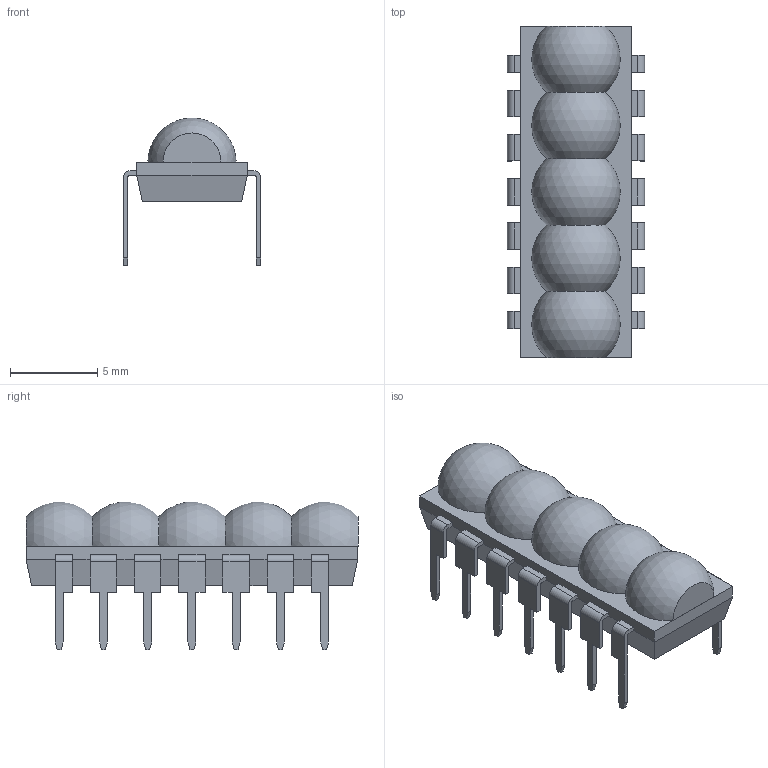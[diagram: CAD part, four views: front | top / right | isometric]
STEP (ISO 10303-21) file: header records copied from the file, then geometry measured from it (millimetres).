
FILE_DESCRIPTION(/* description */ ('VU Meter Deck angled desktop stand'),/* implementation_level */ '2;1');
FILE_NAME(/* name */ 'HP5082-7415',/* time_stamp */ '2024-07-02T22:55:35+02:00',/* author */ ('SB'),/* organization */ (''),/* preprocessor_version */ 'ST-DEVELOPER v16.7',/* originating_system */ 'DEX',/* authorisation */ $);
FILE_SCHEMA (('AUTOMOTIVE_DESIGN {1 0 10303 214 3 1 1}'));
Length unit declared in the file: millimetre
Products named in the file (1): HP5082-7415
Bounding box: 7.87 x 19.06 x 8.49 mm (x, y, z)
Volume: 438.8 mm3; surface area: 595.9 mm2
Topology: 1 solids, 1 shells, 220 faces, 620 edges, 402 vertices
Faces by surface type: plane 187, cylinder 28, sphere 5
Entity records: 8550 total; most frequent: CARTESIAN_POINT 1243, ORIENTED_EDGE 1240, DIRECTION 1136, EDGE_CURVE 620, LINE 546, VECTOR 546, VERTEX_POINT 402, AXIS2_PLACEMENT_3D 295
